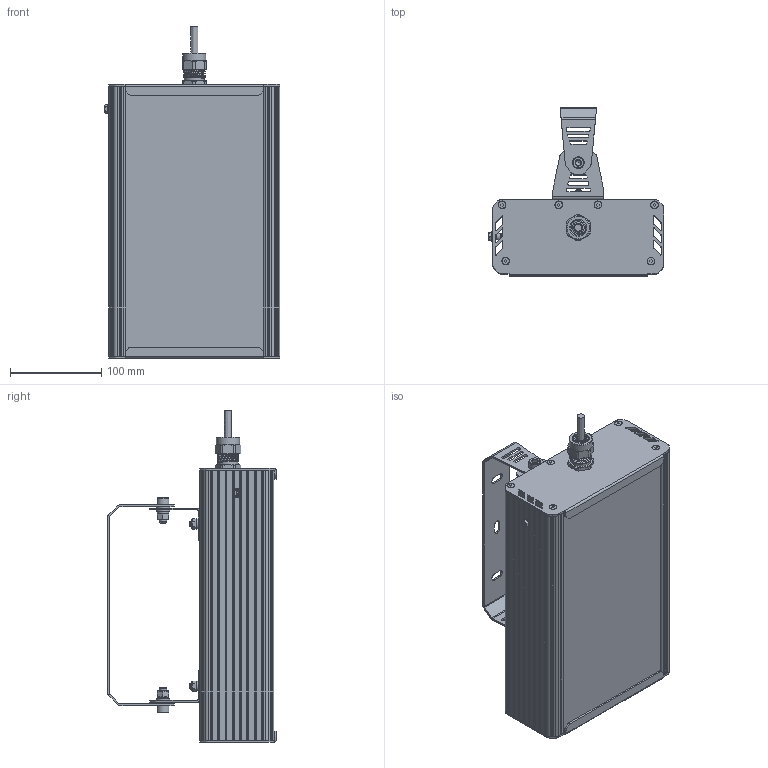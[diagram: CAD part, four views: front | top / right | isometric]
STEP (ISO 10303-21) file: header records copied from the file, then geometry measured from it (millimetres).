
FILE_DESCRIPTION(('STEP AP214'), '1');
FILE_NAME('001.0096.17.000 - ÃÑÏ-Ýêñòðà-Îïòèê-2Åõ-60', '', ('UNSPECIFIED'), ('UNSPECIFIED'), 'C3D Converter', 'C3D Toolkit', '');
FILE_SCHEMA(('AUTOMOTIVE_DESIGN { 1 0 10303 214 3 1 1}'));
Length unit declared in the file: millimetre
Products named in the file (44): 001.0096.17.000; #2962; #3021; #3080; #3139; #3224; #3283; #3342; #3401
Assembly tree (72 placements, depth 4):
  001.0096.17.000
    (unnamed)
      (unnamed)
      (unnamed)
      (unnamed)
      (unnamed)
      (unnamed)
      (unnamed)
      (unnamed)
      (unnamed)  x6
      (unnamed)  x6
      (unnamed)
      (unnamed)
      (unnamed)  x6
        (unnamed)
        (unnamed)
        (unnamed)
        (unnamed)
        (unnamed)
        (unnamed)
        (unnamed)
        (unnamed)
        (unnamed)
        (unnamed)
      (unnamed)
        (unnamed)
    (unnamed)
      (unnamed)
      (unnamed)
      (unnamed)  x2
      (unnamed)
      (unnamed)
      (unnamed)
      (unnamed)
      (unnamed)
      #2962
      #3021
      #3080
      #3139  x2
      #3224
      #3283
      #3342
      #3401
      (unnamed)
Bounding box: 192.43 x 184.65 x 364 mm (x, y, z)
Volume: 1080661.9 mm3; surface area: 833585.6 mm2
Topology: 240 solids, 240 shells, 3641 faces, 8537 edges, 5682 vertices
Faces by surface type: plane 2522, cylinder 912, bspline 107, cone 89, sphere 6, torus 5
Full cylindrical faces by diameter (mm): 1 x6, 2 x12, 2.5 x24, 2.8 x150, 3.2 x6, 3.5 x36, 4 x13, 4.917 x2, 5 x2, 6 x5, 6.6 x2, 6.647 x2, 7 x2, 8 x14, 8.5 x4, 9 x82, 10 x1, 11 x2, 12.5 x1, 13 x3, 15 x4, 16 x1, 17 x1, 18 x1, 18.5 x1, 19 x1, 20 x1, 21.5 x1, 22 x2, 25.5 x1
Entity records: 94092 total; most frequent: CARTESIAN_POINT 47023, DIRECTION 8890, ORIENTED_EDGE 7786, EDGE_CURVE 3893, AXIS2_PLACEMENT_3D 3164, VERTEX_POINT 2693, LINE 2562, VECTOR 2562
